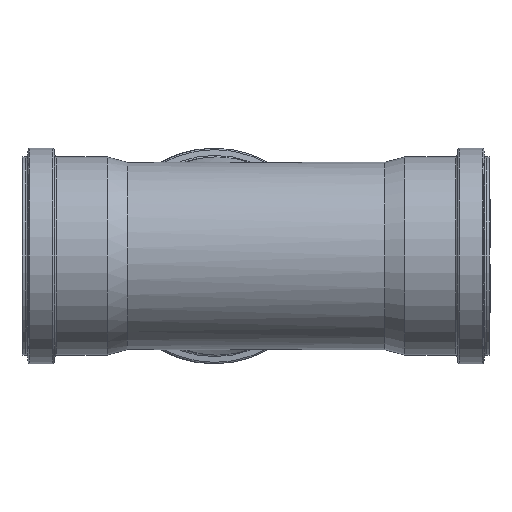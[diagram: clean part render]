
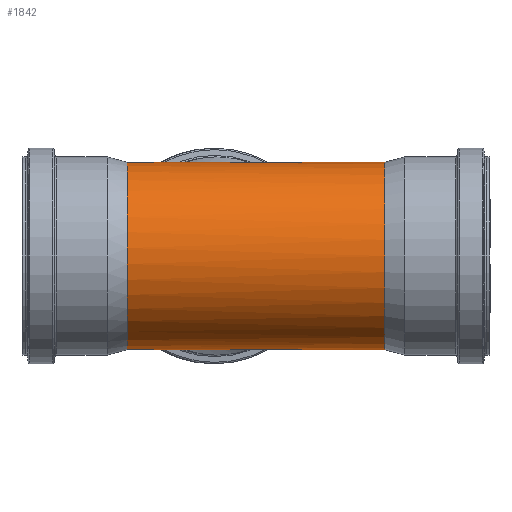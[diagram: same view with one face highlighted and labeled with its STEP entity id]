
A CAD part, left-side view. The second image highlights one B-rep face of the part: STEP entity #1842.
In plain terms, the highlighted cylindrical face has radius 55.075 mm (diameter 110.15 mm), a full revolution.
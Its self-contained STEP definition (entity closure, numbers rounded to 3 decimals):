
#66=B_SPLINE_CURVE_WITH_KNOTS('',3,(#3098,#3099,#3100,#3101),
 .UNSPECIFIED.,.F.,.F.,(4,4),(0.123,0.127),
 .UNSPECIFIED.);
#67=B_SPLINE_CURVE_WITH_KNOTS('',3,(#3103,#3104,#3105,#3106,#3107,#3108),
 .UNSPECIFIED.,.F.,.F.,(4,2,4),(4.937,5.18,5.414),
 .UNSPECIFIED.);
#68=B_SPLINE_CURVE_WITH_KNOTS('',3,(#3110,#3111,#3112,#3113),
 .UNSPECIFIED.,.F.,.F.,(4,4),(0.587,0.592),
 .UNSPECIFIED.);
#69=B_SPLINE_CURVE_WITH_KNOTS('',3,(#3124,#3125,#3126,#3127),
 .UNSPECIFIED.,.F.,.F.,(4,4),(0.141,0.145),
 .UNSPECIFIED.);
#70=B_SPLINE_CURVE_WITH_KNOTS('',3,(#3129,#3130,#3131,#3132,#3133,#3134),
 .UNSPECIFIED.,.F.,.F.,(4,2,4),(4.945,5.18,5.423),
 .UNSPECIFIED.);
#71=B_SPLINE_CURVE_WITH_KNOTS('',3,(#3136,#3137,#3138,#3139),
 .UNSPECIFIED.,.F.,.F.,(4,4),(0.57,0.574),
 .UNSPECIFIED.);
#108=FACE_OUTER_BOUND('',#195,.T.);
#195=EDGE_LOOP('',(#1196,#1197,#1198,#1199,#1200,#1201,#1202,#1203,#1204,
#1205,#1206,#1207,#1208,#1209,#1210));
#289=ELLIPSE('',#1957,80.402,55.075);
#290=ELLIPSE('',#1959,76.908,55.075);
#291=ELLIPSE('',#1962,76.908,55.075);
#292=ELLIPSE('',#1963,80.402,55.075);
#296=LINE('',#3117,#339);
#339=VECTOR('',#2315,55.075);
#385=CIRCLE('',#1960,55.075);
#386=CIRCLE('',#1961,55.075);
#387=CIRCLE('',#1964,55.075);
#635=VERTEX_POINT('',#3081);
#636=VERTEX_POINT('',#3090);
#637=VERTEX_POINT('',#3097);
#638=VERTEX_POINT('',#3102);
#639=VERTEX_POINT('',#3109);
#640=VERTEX_POINT('',#3114);
#641=VERTEX_POINT('',#3116);
#642=VERTEX_POINT('',#3118);
#643=VERTEX_POINT('',#3121);
#644=VERTEX_POINT('',#3123);
#645=VERTEX_POINT('',#3128);
#646=VERTEX_POINT('',#3135);
#647=VERTEX_POINT('',#3140);
#873=EDGE_CURVE('',#635,#636,#289,.T.);
#875=EDGE_CURVE('',#635,#637,#66,.T.);
#876=EDGE_CURVE('',#637,#638,#67,.T.);
#877=EDGE_CURVE('',#638,#639,#68,.T.);
#878=EDGE_CURVE('',#640,#639,#290,.T.);
#879=EDGE_CURVE('',#640,#641,#296,.T.);
#880=EDGE_CURVE('',#641,#642,#385,.T.);
#881=EDGE_CURVE('',#642,#641,#386,.T.);
#882=EDGE_CURVE('',#643,#640,#291,.T.);
#883=EDGE_CURVE('',#643,#644,#69,.T.);
#884=EDGE_CURVE('',#644,#645,#70,.T.);
#885=EDGE_CURVE('',#645,#646,#71,.T.);
#886=EDGE_CURVE('',#647,#646,#292,.T.);
#887=EDGE_CURVE('',#636,#647,#387,.T.);
#1196=ORIENTED_EDGE('',*,*,#873,.F.);
#1197=ORIENTED_EDGE('',*,*,#875,.T.);
#1198=ORIENTED_EDGE('',*,*,#876,.T.);
#1199=ORIENTED_EDGE('',*,*,#877,.T.);
#1200=ORIENTED_EDGE('',*,*,#878,.F.);
#1201=ORIENTED_EDGE('',*,*,#879,.T.);
#1202=ORIENTED_EDGE('',*,*,#880,.T.);
#1203=ORIENTED_EDGE('',*,*,#881,.T.);
#1204=ORIENTED_EDGE('',*,*,#879,.F.);
#1205=ORIENTED_EDGE('',*,*,#882,.F.);
#1206=ORIENTED_EDGE('',*,*,#883,.T.);
#1207=ORIENTED_EDGE('',*,*,#884,.T.);
#1208=ORIENTED_EDGE('',*,*,#885,.T.);
#1209=ORIENTED_EDGE('',*,*,#886,.F.);
#1210=ORIENTED_EDGE('',*,*,#887,.F.);
#1814=CYLINDRICAL_SURFACE('',#1958,55.075);
#1842=ADVANCED_FACE('',(#108),#1814,.T.);
#1957=AXIS2_PLACEMENT_3D('',#3091,#2309,#2310);
#1958=AXIS2_PLACEMENT_3D('',#3096,#2311,#2312);
#1959=AXIS2_PLACEMENT_3D('',#3115,#2313,#2314);
#1960=AXIS2_PLACEMENT_3D('',#3119,#2316,#2317);
#1961=AXIS2_PLACEMENT_3D('',#3120,#2318,#2319);
#1962=AXIS2_PLACEMENT_3D('',#3122,#2320,#2321);
#1963=AXIS2_PLACEMENT_3D('',#3141,#2322,#2323);
#1964=AXIS2_PLACEMENT_3D('',#3142,#2324,#2325);
#2309=DIRECTION('center_axis',(0.729,-0.685,0.));
#2310=DIRECTION('ref_axis',(0.685,0.729,0.));
#2311=DIRECTION('center_axis',(0.,1.,0.));
#2312=DIRECTION('ref_axis',(-1.,0.,0.));
#2313=DIRECTION('center_axis',(0.698,0.716,0.));
#2314=DIRECTION('ref_axis',(0.716,-0.698,0.));
#2315=DIRECTION('',(0.,-1.,0.));
#2316=DIRECTION('center_axis',(0.,1.,0.));
#2317=DIRECTION('ref_axis',(1.,0.,0.));
#2318=DIRECTION('center_axis',(0.,1.,0.));
#2319=DIRECTION('ref_axis',(1.,0.,0.));
#2320=DIRECTION('center_axis',(0.698,0.716,0.));
#2321=DIRECTION('ref_axis',(0.716,-0.698,0.));
#2322=DIRECTION('center_axis',(0.729,-0.685,0.));
#2323=DIRECTION('ref_axis',(0.685,0.729,0.));
#2324=DIRECTION('center_axis',(0.,1.,0.));
#2325=DIRECTION('ref_axis',(1.,0.,0.));
#3081=CARTESIAN_POINT('',(2.3,160.046,-55.027));
#3090=CARTESIAN_POINT('',(52.285,213.21,-17.306));
#3091=CARTESIAN_POINT('Origin',(0.,157.6,0.));
#3096=CARTESIAN_POINT('Origin',(0.,137.6,0.));
#3097=CARTESIAN_POINT('',(2.302,160.005,-55.027));
#3098=CARTESIAN_POINT('Ctrl Pts',(2.3,160.046,-55.027));
#3099=CARTESIAN_POINT('Ctrl Pts',(2.301,160.033,-55.027));
#3100=CARTESIAN_POINT('Ctrl Pts',(2.301,160.019,-55.027));
#3101=CARTESIAN_POINT('Ctrl Pts',(2.302,160.005,-55.027));
#3102=CARTESIAN_POINT('',(2.512,155.195,-55.018));
#3103=CARTESIAN_POINT('Ctrl Pts',(2.302,160.005,-55.027));
#3104=CARTESIAN_POINT('Ctrl Pts',(2.336,159.181,-55.025));
#3105=CARTESIAN_POINT('Ctrl Pts',(2.371,158.365,-55.024));
#3106=CARTESIAN_POINT('Ctrl Pts',(2.441,156.776,-55.021));
#3107=CARTESIAN_POINT('Ctrl Pts',(2.476,155.989,-55.019));
#3108=CARTESIAN_POINT('Ctrl Pts',(2.512,155.195,-55.018));
#3109=CARTESIAN_POINT('',(2.514,155.15,-55.018));
#3110=CARTESIAN_POINT('Ctrl Pts',(2.512,155.195,-55.018));
#3111=CARTESIAN_POINT('Ctrl Pts',(2.513,155.18,-55.018));
#3112=CARTESIAN_POINT('Ctrl Pts',(2.513,155.165,-55.018));
#3113=CARTESIAN_POINT('Ctrl Pts',(2.514,155.15,-55.018));
#3114=CARTESIAN_POINT('',(55.075,103.92,0.));
#3115=CARTESIAN_POINT('Origin',(0.,157.6,0.));
#3116=CARTESIAN_POINT('',(55.075,61.99,0.));
#3117=CARTESIAN_POINT('',(55.075,137.6,0.));
#3118=CARTESIAN_POINT('',(-55.075,61.99,0.));
#3119=CARTESIAN_POINT('Origin',(0.,61.99,
0.));
#3120=CARTESIAN_POINT('Origin',(0.,61.99,
0.));
#3121=CARTESIAN_POINT('',(2.514,155.15,55.018));
#3122=CARTESIAN_POINT('Origin',(0.,157.6,0.));
#3123=CARTESIAN_POINT('',(2.512,155.195,55.018));
#3124=CARTESIAN_POINT('Ctrl Pts',(2.514,155.15,55.018));
#3125=CARTESIAN_POINT('Ctrl Pts',(2.513,155.165,55.018));
#3126=CARTESIAN_POINT('Ctrl Pts',(2.513,155.18,55.018));
#3127=CARTESIAN_POINT('Ctrl Pts',(2.512,155.195,55.018));
#3128=CARTESIAN_POINT('',(2.302,160.005,55.027));
#3129=CARTESIAN_POINT('Ctrl Pts',(2.512,155.195,55.018));
#3130=CARTESIAN_POINT('Ctrl Pts',(2.476,155.989,55.019));
#3131=CARTESIAN_POINT('Ctrl Pts',(2.441,156.776,55.021));
#3132=CARTESIAN_POINT('Ctrl Pts',(2.371,158.365,55.024));
#3133=CARTESIAN_POINT('Ctrl Pts',(2.336,159.181,55.025));
#3134=CARTESIAN_POINT('Ctrl Pts',(2.302,160.005,55.027));
#3135=CARTESIAN_POINT('',(2.3,160.046,55.027));
#3136=CARTESIAN_POINT('Ctrl Pts',(2.302,160.005,55.027));
#3137=CARTESIAN_POINT('Ctrl Pts',(2.301,160.019,55.027));
#3138=CARTESIAN_POINT('Ctrl Pts',(2.301,160.033,55.027));
#3139=CARTESIAN_POINT('Ctrl Pts',(2.3,160.046,55.027));
#3140=CARTESIAN_POINT('',(52.285,213.21,17.306));
#3141=CARTESIAN_POINT('Origin',(0.,157.6,0.));
#3142=CARTESIAN_POINT('Origin',(0.,213.21,
0.));
